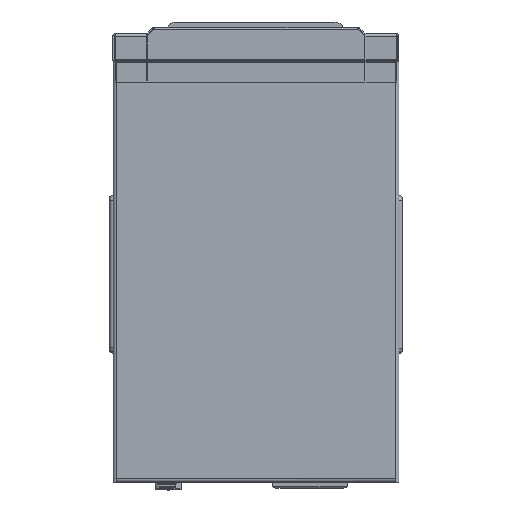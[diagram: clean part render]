
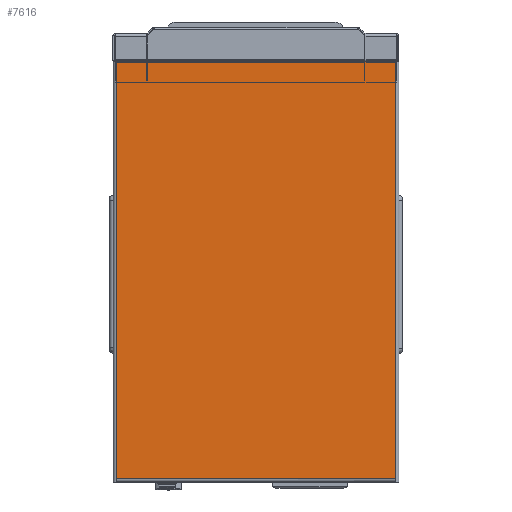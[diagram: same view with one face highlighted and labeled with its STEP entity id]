
A CAD part, top view. The second image highlights one B-rep face of the part: STEP entity #7616.
In plain terms, the highlighted face is planar.
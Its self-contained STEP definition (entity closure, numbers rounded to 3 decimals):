
#4693=FACE_OUTER_BOUND('',#10792,.T.);
#7616=ADVANCED_FACE('NONE',(#4693),#8564,.T.);
#8564=PLANE('',#34730);
#10792=EDGE_LOOP('',(#18473,#18474,#18475,#18476));
#18473=ORIENTED_EDGE('',*,*,#26291,.T.);
#18474=ORIENTED_EDGE('',*,*,#26246,.T.);
#18475=ORIENTED_EDGE('',*,*,#26309,.T.);
#18476=ORIENTED_EDGE('',*,*,#26312,.T.);
#22252=VERTEX_POINT('',#53541);
#22253=VERTEX_POINT('',#53542);
#22279=VERTEX_POINT('',#53778);
#22285=VERTEX_POINT('',#53807);
#26246=EDGE_CURVE('NONE',#22252,#22253,#29258,.T.);
#26291=EDGE_CURVE('NONE',#22279,#22252,#29295,.T.);
#26309=EDGE_CURVE('NONE',#22253,#22285,#29307,.T.);
#26312=EDGE_CURVE('NONE',#22285,#22279,#29310,.T.);
#29258=LINE('',#53540,#32033);
#29295=LINE('',#53777,#32070);
#29307=LINE('',#53808,#32082);
#29310=LINE('',#53814,#32085);
#32033=VECTOR('',#42679,1.);
#32070=VECTOR('',#42754,1.);
#32082=VECTOR('',#42790,1.);
#32085=VECTOR('',#42799,1.);
#34730=AXIS2_PLACEMENT_3D('',#53934,#43038,#43039);
#42679=DIRECTION('',(0.,0.,-1.));
#42754=DIRECTION('',(1.,0.,0.));
#42790=DIRECTION('',(-1.,0.,0.));
#42799=DIRECTION('',(0.,0.,1.));
#43038=DIRECTION('',(0.,1.,0.));
#43039=DIRECTION('',(0.,0.,1.));
#53540=CARTESIAN_POINT('',(238.2,0.,161.2));
#53541=CARTESIAN_POINT('',(238.2,0.,161.2));
#53542=CARTESIAN_POINT('',(238.2,0.,1.8));
#53777=CARTESIAN_POINT('',(0.,0.,161.2));
#53778=CARTESIAN_POINT('',(0.,0.,161.2));
#53807=CARTESIAN_POINT('',(0.,0.,1.8));
#53808=CARTESIAN_POINT('',(240.,0.,1.8));
#53814=CARTESIAN_POINT('',(0.,0.,0.));
#53934=CARTESIAN_POINT('',(0.,0.,0.));
